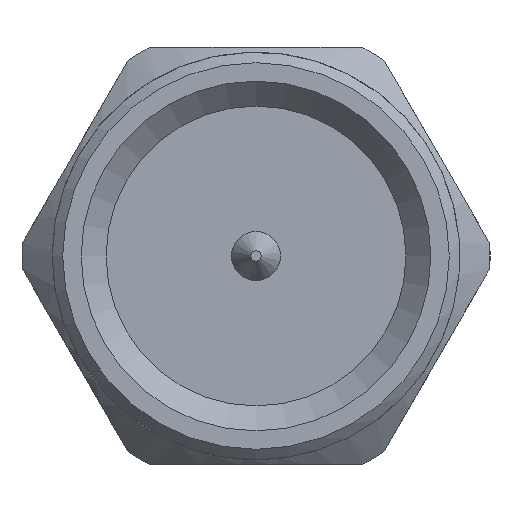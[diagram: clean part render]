
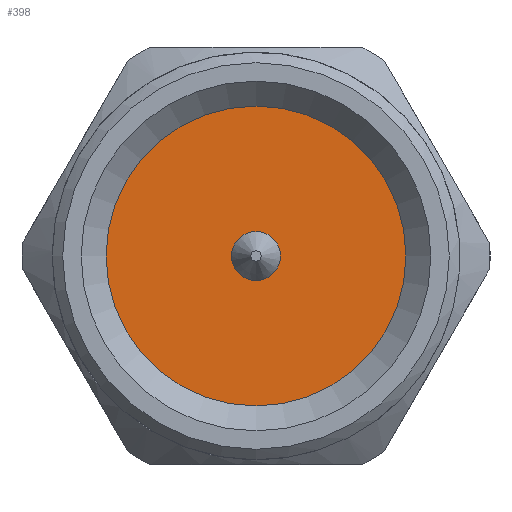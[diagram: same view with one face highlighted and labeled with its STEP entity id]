
A CAD part, left-side view. The second image highlights one B-rep face of the part: STEP entity #398.
In plain terms, the highlighted planar face has unit normal (-1, 0, 0).
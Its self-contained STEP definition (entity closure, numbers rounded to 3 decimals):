
#33 = DIRECTION ( 'NONE',  ( 0., 0., 1. ) ) ;
#41 = DIRECTION ( 'NONE',  ( -1., 0., 0. ) ) ;
#42 = DIRECTION ( 'NONE',  ( -1., 0., 0. ) ) ;
#43 = DIRECTION ( 'NONE',  ( 0., 0., -1. ) ) ;
#45 = CARTESIAN_POINT ( 'NONE',  ( -8.582, 0., 0. ) ) ;
#46 = CARTESIAN_POINT ( 'NONE',  ( -8.582, 0., 0. ) ) ;
#86 = CARTESIAN_POINT ( 'NONE',  ( -8.582, 0., -0.465 ) ) ;
#87 = CARTESIAN_POINT ( 'NONE',  ( -8.582, 0., 2.85 ) ) ;
#272 = VERTEX_POINT ( 'NONE', #87 ) ;
#280 = VERTEX_POINT ( 'NONE', #86 ) ;
#398 = ADVANCED_FACE ( 'NONE', ( #1883, #1884 ), #742, .F. ) ;
#551 = EDGE_CURVE ( 'NONE', #272, #272, #2210, .T. ) ;
#552 = EDGE_CURVE ( 'NONE', #280, #280, #2212, .T. ) ;
#742 = PLANE ( 'NONE',  #2023 ) ;
#743 = CARTESIAN_POINT ( 'NONE',  ( -8.582, 0., 0. ) ) ;
#744 = DIRECTION ( 'NONE',  ( 1., 0., 0. ) ) ;
#745 = DIRECTION ( 'NONE',  ( 0., 0., -1. ) ) ;
#1590 = EDGE_LOOP ( 'NONE', ( #1808 ) ) ;
#1591 = EDGE_LOOP ( 'NONE', ( #1804 ) ) ;
#1804 = ORIENTED_EDGE ( 'NONE', *, *, #552, .F. ) ;
#1808 = ORIENTED_EDGE ( 'NONE', *, *, #551, .T. ) ;
#1883 = FACE_BOUND ( 'NONE', #1591, .T. ) ;
#1884 = FACE_OUTER_BOUND ( 'NONE', #1590, .T. ) ;
#2023 = AXIS2_PLACEMENT_3D ( 'NONE', #743, #744, #745 ) ;
#2210 = CIRCLE ( 'NONE', #2211, 2.85 ) ;
#2211 = AXIS2_PLACEMENT_3D ( 'NONE', #45, #41, #33 ) ;
#2212 = CIRCLE ( 'NONE', #2213, 0.465 ) ;
#2213 = AXIS2_PLACEMENT_3D ( 'NONE', #46, #42, #43 ) ;
